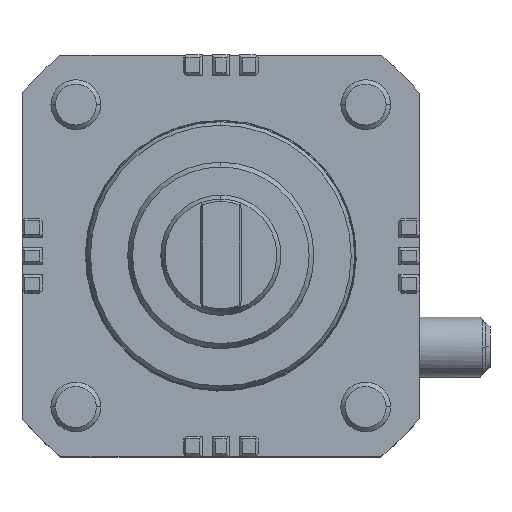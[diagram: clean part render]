
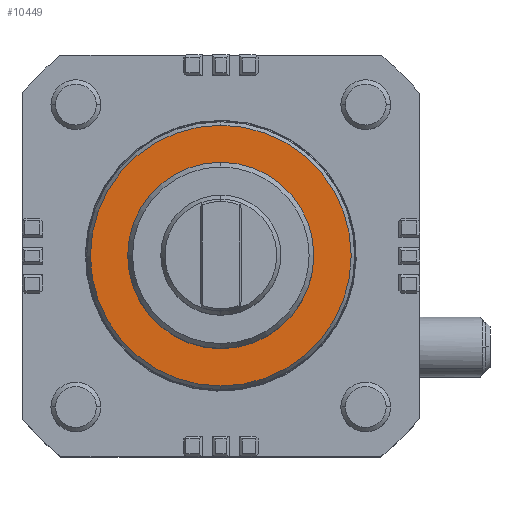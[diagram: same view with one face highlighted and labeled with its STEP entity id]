
A CAD part, top view. The second image highlights one B-rep face of the part: STEP entity #10449.
In plain terms, the highlighted planar face has unit normal (0, 0, 1).
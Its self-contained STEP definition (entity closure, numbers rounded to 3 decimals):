
#10260=CARTESIAN_POINT('',(0.,22.475,32.));
#10261=VERTEX_POINT('',#10260);
#10279=CARTESIAN_POINT('',(-0.,-22.475,32.));
#10280=VERTEX_POINT('',#10279);
#10287=CARTESIAN_POINT('',(0.,0.,32.));
#10288=DIRECTION('',(-0.,-0.,-1.));
#10289=DIRECTION('',(0.,1.,-0.));
#10290=AXIS2_PLACEMENT_3D('',#10287,#10288,#10289);
#10291=CIRCLE('',#10290,22.475);
#10292=EDGE_CURVE('',#10261,#10280,#10291,.T.);
#10391=CARTESIAN_POINT('',(-0.,-31.484,32.));
#10392=VERTEX_POINT('',#10391);
#10399=CARTESIAN_POINT('',(0.,31.484,32.));
#10400=VERTEX_POINT('',#10399);
#10401=CARTESIAN_POINT('',(0.,0.,32.));
#10402=DIRECTION('',(-0.,-0.,-1.));
#10403=DIRECTION('',(-0.,-1.,0.));
#10404=AXIS2_PLACEMENT_3D('',#10401,#10402,#10403);
#10405=CIRCLE('',#10404,31.484);
#10406=EDGE_CURVE('',#10392,#10400,#10405,.T.);
#10424=CARTESIAN_POINT('',(0.,27.413,32.));
#10425=DIRECTION('',(0.,0.,1.));
#10426=DIRECTION('',(-1.,0.,0.));
#10427=AXIS2_PLACEMENT_3D('',#10424,#10425,#10426);
#10428=PLANE('',#10427);
#10429=ORIENTED_EDGE('',*,*,#10406,.F.);
#10430=CARTESIAN_POINT('',(0.,0.,32.));
#10431=DIRECTION('',(-0.,-0.,-1.));
#10432=DIRECTION('',(-0.,-1.,0.));
#10433=AXIS2_PLACEMENT_3D('',#10430,#10431,#10432);
#10434=CIRCLE('',#10433,31.484);
#10435=EDGE_CURVE('',#10400,#10392,#10434,.T.);
#10436=ORIENTED_EDGE('',*,*,#10435,.F.);
#10437=EDGE_LOOP('',(#10429,#10436));
#10438=FACE_BOUND('',#10437,.T.);
#10439=CARTESIAN_POINT('',(0.,0.,32.));
#10440=DIRECTION('',(-0.,-0.,-1.));
#10441=DIRECTION('',(0.,1.,-0.));
#10442=AXIS2_PLACEMENT_3D('',#10439,#10440,#10441);
#10443=CIRCLE('',#10442,22.475);
#10444=EDGE_CURVE('',#10280,#10261,#10443,.T.);
#10445=ORIENTED_EDGE('',*,*,#10444,.T.);
#10446=ORIENTED_EDGE('',*,*,#10292,.T.);
#10447=EDGE_LOOP('',(#10445,#10446));
#10448=FACE_BOUND('',#10447,.T.);
#10449=ADVANCED_FACE('',(#10438,#10448),#10428,.T.);
